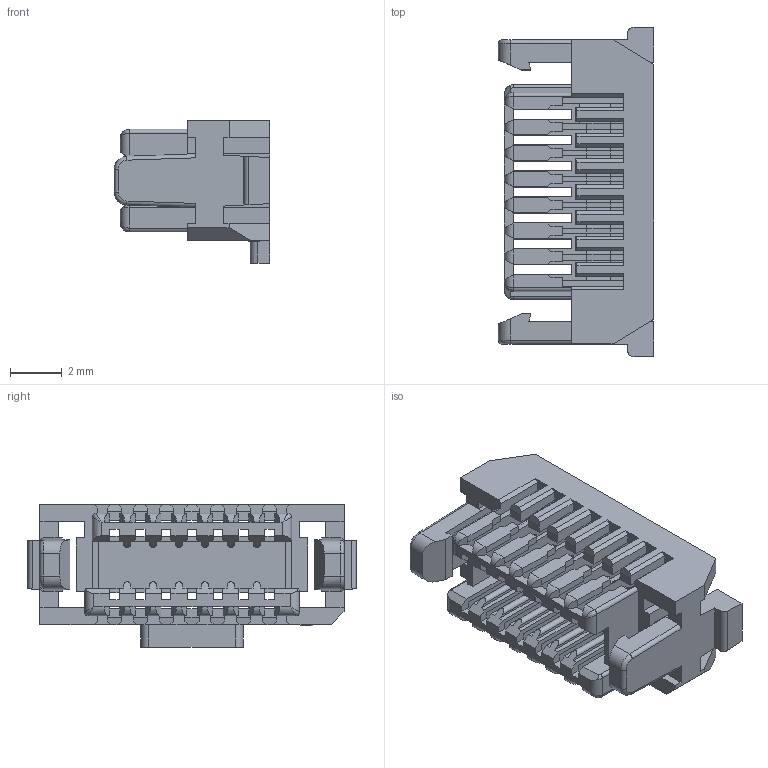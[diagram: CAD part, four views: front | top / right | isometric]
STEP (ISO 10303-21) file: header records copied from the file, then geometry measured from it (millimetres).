
FILE_DESCRIPTION (( 'STEP AP203' ), '1' );
FILE_NAME ('FHG10008-D16M2WHB.STEP', '2025-11-20T09:35:17', ( '' ), ( '' ), 'SwSTEP 2.0', 'SolidWorks 2021', '' );
FILE_SCHEMA (( 'CONFIG_CONTROL_DESIGN' ));
Length unit declared in the file: millimetre
Products named in the file (1): FHG10008-D16M2WHB
Bounding box: 6 x 12.71 x 5.51 mm (x, y, z)
Volume: 131.5 mm3; surface area: 666.1 mm2
Topology: 1 solids, 1 shells, 743 faces, 2190 edges, 1404 vertices
Faces by surface type: plane 681, cylinder 52, torus 6, bspline 4
Entity records: 24973 total; most frequent: CARTESIAN_POINT 5268, ORIENTED_EDGE 4380, DIRECTION 3654, EDGE_CURVE 2190, VECTOR 2074, LINE 2074, VERTEX_POINT 1404, AXIS2_PLACEMENT_3D 790
